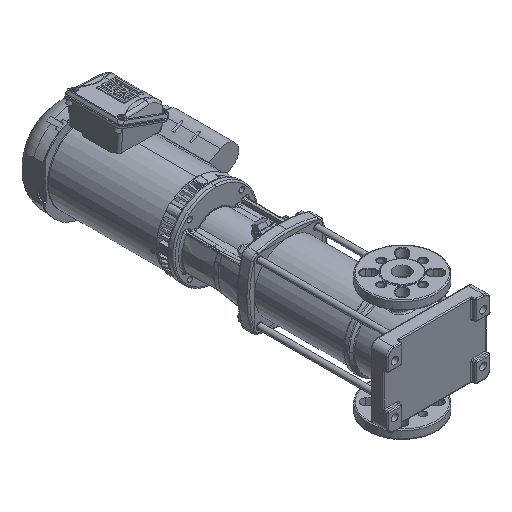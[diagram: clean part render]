
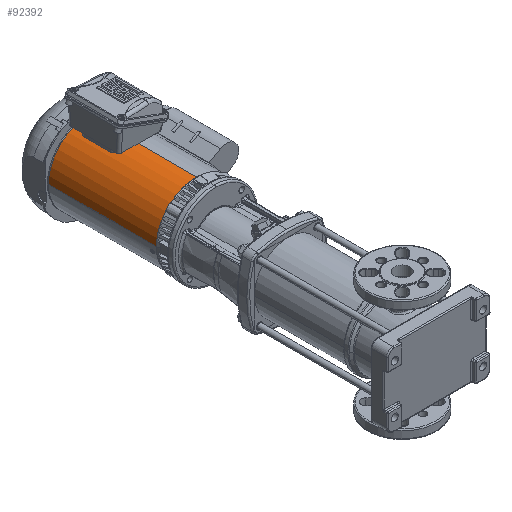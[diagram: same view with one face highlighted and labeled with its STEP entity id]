
A CAD part, isometric view. The second image highlights one B-rep face of the part: STEP entity #92392.
In plain terms, the highlighted cylindrical face has radius 81.875 mm (diameter 163.75 mm), a partial arc.
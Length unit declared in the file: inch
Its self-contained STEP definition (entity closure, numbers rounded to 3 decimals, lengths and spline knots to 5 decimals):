
#2598 = EDGE_LOOP ( 'NONE', ( #57187, #45841, #16319, #103219 ) ) ;
#5657 = CARTESIAN_POINT ( 'NONE',  ( -8.66142, 0., 3.22343 ) ) ;
#5822 = DIRECTION ( 'NONE',  ( 0., 0., -1. ) ) ;
#8220 = DIRECTION ( 'NONE',  ( -1., 0., 0. ) ) ;
#16319 = ORIENTED_EDGE ( 'NONE', *, *, #28191, .T. ) ;
#18679 = AXIS2_PLACEMENT_3D ( 'NONE', #50132, #8220, #68069 ) ;
#20850 = CIRCLE ( 'NONE', #81660, 3.22343 ) ;
#24344 = DIRECTION ( 'NONE',  ( -1., 0., 0. ) ) ;
#28191 = EDGE_CURVE ( 'NONE', #96214, #43035, #76123, .T. ) ;
#29487 = DIRECTION ( 'NONE',  ( 0., 0., 1. ) ) ;
#30930 = AXIS2_PLACEMENT_3D ( 'NONE', #63707, #47393, #29487 ) ;
#36152 = FACE_OUTER_BOUND ( 'NONE', #2598, .T. ) ;
#37168 = VERTEX_POINT ( 'NONE', #83355 ) ;
#43035 = VERTEX_POINT ( 'NONE', #95512 ) ;
#45841 = ORIENTED_EDGE ( 'NONE', *, *, #69358, .T. ) ;
#47393 = DIRECTION ( 'NONE',  ( 1., 0., 0. ) ) ;
#50132 = CARTESIAN_POINT ( 'NONE',  ( 21.79335, 0., 0. ) ) ;
#54436 = DIRECTION ( 'NONE',  ( -1., 0., 0. ) ) ;
#57187 = ORIENTED_EDGE ( 'NONE', *, *, #83365, .T. ) ;
#57401 = VECTOR ( 'NONE', #24344, 39.37008 ) ;
#58561 = CARTESIAN_POINT ( 'NONE',  ( 21.79335, -3.22343, 0.00056 ) ) ;
#60827 = VECTOR ( 'NONE', #54436, 39.37008 ) ;
#62042 = CARTESIAN_POINT ( 'NONE',  ( 21.79335, 0., 3.22343 ) ) ;
#62330 = CARTESIAN_POINT ( 'NONE',  ( 0., 0., 3.22343 ) ) ;
#63707 = CARTESIAN_POINT ( 'NONE',  ( -8.66142, 0., 0. ) ) ;
#68069 = DIRECTION ( 'NONE',  ( 0., 0., 1. ) ) ;
#69127 = LINE ( 'NONE', #62042, #60827 ) ;
#69358 = EDGE_CURVE ( 'NONE', #81787, #96214, #69127, .T. ) ;
#69687 = EDGE_CURVE ( 'NONE', #37168, #43035, #98840, .T. ) ;
#76123 = CIRCLE ( 'NONE', #30930, 3.22343 ) ;
#81660 = AXIS2_PLACEMENT_3D ( 'NONE', #89600, #106458, #5822 ) ;
#81787 = VERTEX_POINT ( 'NONE', #62330 ) ;
#83355 = CARTESIAN_POINT ( 'NONE',  ( 0., -3.22343, 0.00056 ) ) ;
#83365 = EDGE_CURVE ( 'NONE', #37168, #81787, #20850, .T. ) ;
#89600 = CARTESIAN_POINT ( 'NONE',  ( 0., 0., 0. ) ) ;
#92392 = ADVANCED_FACE ( 'NONE', ( #36152 ), #102503, .T. ) ;
#95512 = CARTESIAN_POINT ( 'NONE',  ( -8.66142, -3.22343, 0.00056 ) ) ;
#96214 = VERTEX_POINT ( 'NONE', #5657 ) ;
#98840 = LINE ( 'NONE', #58561, #57401 ) ;
#102503 = CYLINDRICAL_SURFACE ( 'NONE', #18679, 3.22343 ) ;
#103219 = ORIENTED_EDGE ( 'NONE', *, *, #69687, .F. ) ;
#106458 = DIRECTION ( 'NONE',  ( -1., 0., 0. ) ) ;
